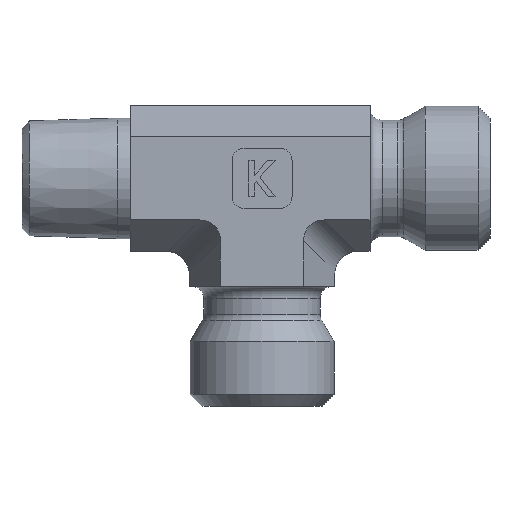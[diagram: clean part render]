
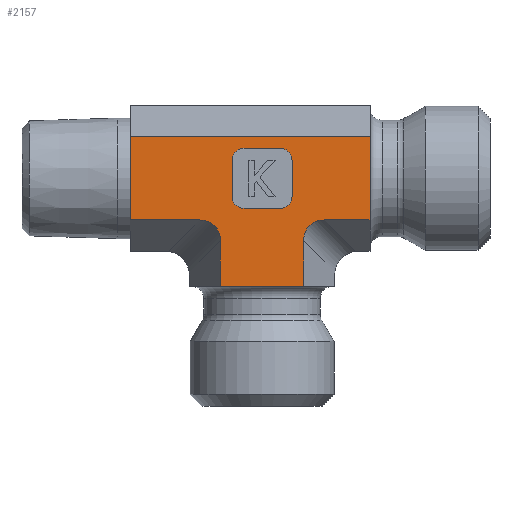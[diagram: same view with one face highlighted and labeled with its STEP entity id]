
A CAD part, left-side view. The second image highlights one B-rep face of the part: STEP entity #2157.
In plain terms, the highlighted planar face has unit normal (-1, 0, 0).
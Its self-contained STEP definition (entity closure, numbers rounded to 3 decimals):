
#442=CARTESIAN_POINT('',(-25.685,6.08,1.));
#443=VERTEX_POINT('',#442);
#452=CARTESIAN_POINT('',(-25.685,13.008,1.));
#453=VERTEX_POINT('',#452);
#454=CARTESIAN_POINT('',(-25.685,13.008,1.));
#455=DIRECTION('',(0.0,-1.0,0.0));
#456=VECTOR('',#455,6.928);
#457=LINE('',#454,#456);
#458=EDGE_CURVE('',#453,#443,#457,.T.);
#656=CARTESIAN_POINT('',(-25.685,13.008,4.804));
#657=VERTEX_POINT('',#656);
#658=CARTESIAN_POINT('',(-25.685,13.008,1.));
#659=DIRECTION('',(0.0,0.0,1.0));
#660=VECTOR('',#659,3.804);
#661=LINE('',#658,#660);
#662=EDGE_CURVE('',#453,#657,#661,.T.);
#888=CARTESIAN_POINT('',(-25.685,0.544,13.464));
#889=VERTEX_POINT('',#888);
#898=CARTESIAN_POINT('',(-25.685,0.544,6.536));
#899=VERTEX_POINT('',#898);
#900=CARTESIAN_POINT('',(-25.685,0.544,6.536));
#901=DIRECTION('',(0.0,0.0,1.0));
#902=VECTOR('',#901,6.928);
#903=LINE('',#900,#902);
#904=EDGE_CURVE('',#899,#889,#903,.T.);
#1012=CARTESIAN_POINT('',(-25.685,4.348,6.536));
#1013=VERTEX_POINT('',#1012);
#1014=CARTESIAN_POINT('',(-25.685,4.348,6.536));
#1015=DIRECTION('',(0.0,-1.0,0.0));
#1016=VECTOR('',#1015,3.804);
#1017=LINE('',#1014,#1016);
#1018=EDGE_CURVE('',#1013,#899,#1017,.T.);
#1506=CARTESIAN_POINT('',(-25.685,14.74,6.536));
#1507=VERTEX_POINT('',#1506);
#1508=CARTESIAN_POINT('',(-25.685,15.317,4.226));
#1509=DIRECTION('',(-1.0,0.0,0.0));
#1510=DIRECTION('',(0.0,-0.707,0.707));
#1511=AXIS2_PLACEMENT_3D('',#1508,#1509,#1510);
#1512=ELLIPSE('',#1511,2.582,2.0);
#1513=EDGE_CURVE('',#657,#1507,#1512,.T.);
#1581=CARTESIAN_POINT('',(-25.685,20.544,6.536));
#1582=VERTEX_POINT('',#1581);
#1583=CARTESIAN_POINT('',(-25.685,14.74,6.536));
#1584=DIRECTION('',(0.0,1.0,0.0));
#1585=VECTOR('',#1584,5.804);
#1586=LINE('',#1583,#1585);
#1587=EDGE_CURVE('',#1507,#1582,#1586,.T.);
#1616=CARTESIAN_POINT('',(-25.685,8.044,7.5));
#1617=VERTEX_POINT('',#1616);
#1624=CARTESIAN_POINT('',(-25.685,7.044,8.5));
#1625=VERTEX_POINT('',#1624);
#1626=CARTESIAN_POINT('',(-25.685,8.044,8.5));
#1627=DIRECTION('',(-1.0,0.0,0.0));
#1628=DIRECTION('',(0.0,-0.707,-0.707));
#1629=AXIS2_PLACEMENT_3D('',#1626,#1627,#1628);
#1630=CIRCLE('',#1629,1.0);
#1631=EDGE_CURVE('',#1617,#1625,#1630,.T.);
#1656=CARTESIAN_POINT('',(-25.685,11.044,7.5));
#1657=VERTEX_POINT('',#1656);
#1664=CARTESIAN_POINT('',(-25.685,8.044,7.5));
#1665=DIRECTION('',(0.0,1.0,0.0));
#1666=VECTOR('',#1665,3.0);
#1667=LINE('',#1664,#1666);
#1668=EDGE_CURVE('',#1617,#1657,#1667,.T.);
#1687=CARTESIAN_POINT('',(-25.685,12.044,8.5));
#1688=VERTEX_POINT('',#1687);
#1695=CARTESIAN_POINT('',(-25.685,11.044,8.5));
#1696=DIRECTION('',(-1.0,0.0,0.0));
#1697=DIRECTION('',(0.0,0.707,-0.707));
#1698=AXIS2_PLACEMENT_3D('',#1695,#1696,#1697);
#1699=CIRCLE('',#1698,1.0);
#1700=EDGE_CURVE('',#1688,#1657,#1699,.T.);
#1720=CARTESIAN_POINT('',(-25.685,12.044,11.5));
#1721=VERTEX_POINT('',#1720);
#1728=CARTESIAN_POINT('',(-25.685,12.044,8.5));
#1729=DIRECTION('',(0.0,0.0,1.0));
#1730=VECTOR('',#1729,3.0);
#1731=LINE('',#1728,#1730);
#1732=EDGE_CURVE('',#1688,#1721,#1731,.T.);
#1751=CARTESIAN_POINT('',(-25.685,11.044,12.5));
#1752=VERTEX_POINT('',#1751);
#1759=CARTESIAN_POINT('',(-25.685,11.044,11.5));
#1760=DIRECTION('',(-1.0,0.0,0.0));
#1761=DIRECTION('',(0.0,0.707,0.707));
#1762=AXIS2_PLACEMENT_3D('',#1759,#1760,#1761);
#1763=CIRCLE('',#1762,1.0);
#1764=EDGE_CURVE('',#1752,#1721,#1763,.T.);
#1784=CARTESIAN_POINT('',(-25.685,8.044,12.5));
#1785=VERTEX_POINT('',#1784);
#1792=CARTESIAN_POINT('',(-25.685,11.044,12.5));
#1793=DIRECTION('',(0.0,-1.0,0.0));
#1794=VECTOR('',#1793,3.0);
#1795=LINE('',#1792,#1794);
#1796=EDGE_CURVE('',#1752,#1785,#1795,.T.);
#1815=CARTESIAN_POINT('',(-25.685,7.044,11.5));
#1816=VERTEX_POINT('',#1815);
#1823=CARTESIAN_POINT('',(-25.685,8.044,11.5));
#1824=DIRECTION('',(-1.0,0.0,0.0));
#1825=DIRECTION('',(0.0,-0.707,0.707));
#1826=AXIS2_PLACEMENT_3D('',#1823,#1824,#1825);
#1827=CIRCLE('',#1826,1.0);
#1828=EDGE_CURVE('',#1816,#1785,#1827,.T.);
#1875=CARTESIAN_POINT('',(-25.685,7.044,11.5));
#1876=DIRECTION('',(0.0,0.0,-1.0));
#1877=VECTOR('',#1876,3.0);
#1878=LINE('',#1875,#1877);
#1879=EDGE_CURVE('',#1816,#1625,#1878,.T.);
#1903=CARTESIAN_POINT('',(-25.685,20.544,13.464));
#1904=VERTEX_POINT('',#1903);
#1905=CARTESIAN_POINT('',(-25.685,20.544,13.464));
#1906=DIRECTION('',(0.0,0.0,-1.0));
#1907=VECTOR('',#1906,6.928);
#1908=LINE('',#1905,#1907);
#1909=EDGE_CURVE('',#1904,#1582,#1908,.T.);
#2007=CARTESIAN_POINT('',(-25.685,6.08,4.804));
#2008=VERTEX_POINT('',#2007);
#2009=CARTESIAN_POINT('',(-25.685,3.77,4.226));
#2010=DIRECTION('',(-1.0,0.0,0.0));
#2011=DIRECTION('',(0.0,0.707,0.707));
#2012=AXIS2_PLACEMENT_3D('',#2009,#2010,#2011);
#2013=ELLIPSE('',#2012,2.582,2.0);
#2014=EDGE_CURVE('',#1013,#2008,#2013,.T.);
#2070=CARTESIAN_POINT('',(-25.685,6.08,1.));
#2071=DIRECTION('',(0.0,0.0,1.0));
#2072=VECTOR('',#2071,3.804);
#2073=LINE('',#2070,#2072);
#2074=EDGE_CURVE('',#443,#2008,#2073,.T.);
#2092=CARTESIAN_POINT('',(-25.685,20.544,13.464));
#2093=DIRECTION('',(0.0,-1.0,0.0));
#2094=VECTOR('',#2093,20.0);
#2095=LINE('',#2092,#2094);
#2096=EDGE_CURVE('',#1904,#889,#2095,.T.);
#2130=CARTESIAN_POINT('',(-25.685,6.08,0.0));
#2131=DIRECTION('',(-1.0,0.0,0.0));
#2132=DIRECTION('',(0.0,0.0,1.0));
#2133=AXIS2_PLACEMENT_3D('',#2130,#2131,#2132);
#2134=PLANE('',#2133);
#2135=ORIENTED_EDGE('',*,*,#458,.T.);
#2136=ORIENTED_EDGE('',*,*,#2074,.T.);
#2137=ORIENTED_EDGE('',*,*,#2014,.F.);
#2138=ORIENTED_EDGE('',*,*,#1018,.T.);
#2139=ORIENTED_EDGE('',*,*,#904,.T.);
#2140=ORIENTED_EDGE('',*,*,#2096,.F.);
#2141=ORIENTED_EDGE('',*,*,#1909,.T.);
#2142=ORIENTED_EDGE('',*,*,#1587,.F.);
#2143=ORIENTED_EDGE('',*,*,#1513,.F.);
#2144=ORIENTED_EDGE('',*,*,#662,.F.);
#2145=EDGE_LOOP('',(#2135,#2136,#2137,#2138,#2139,#2140,#2141,#2142,#2143,#2144));
#2146=FACE_OUTER_BOUND('',#2145,.T.);
#2147=ORIENTED_EDGE('',*,*,#1796,.T.);
#2148=ORIENTED_EDGE('',*,*,#1828,.F.);
#2149=ORIENTED_EDGE('',*,*,#1879,.T.);
#2150=ORIENTED_EDGE('',*,*,#1631,.F.);
#2151=ORIENTED_EDGE('',*,*,#1668,.T.);
#2152=ORIENTED_EDGE('',*,*,#1700,.F.);
#2153=ORIENTED_EDGE('',*,*,#1732,.T.);
#2154=ORIENTED_EDGE('',*,*,#1764,.F.);
#2155=EDGE_LOOP('',(#2147,#2148,#2149,#2150,#2151,#2152,#2153,#2154));
#2156=FACE_BOUND('',#2155,.T.);
#2157=ADVANCED_FACE('',(#2146,#2156),#2134,.T.);
